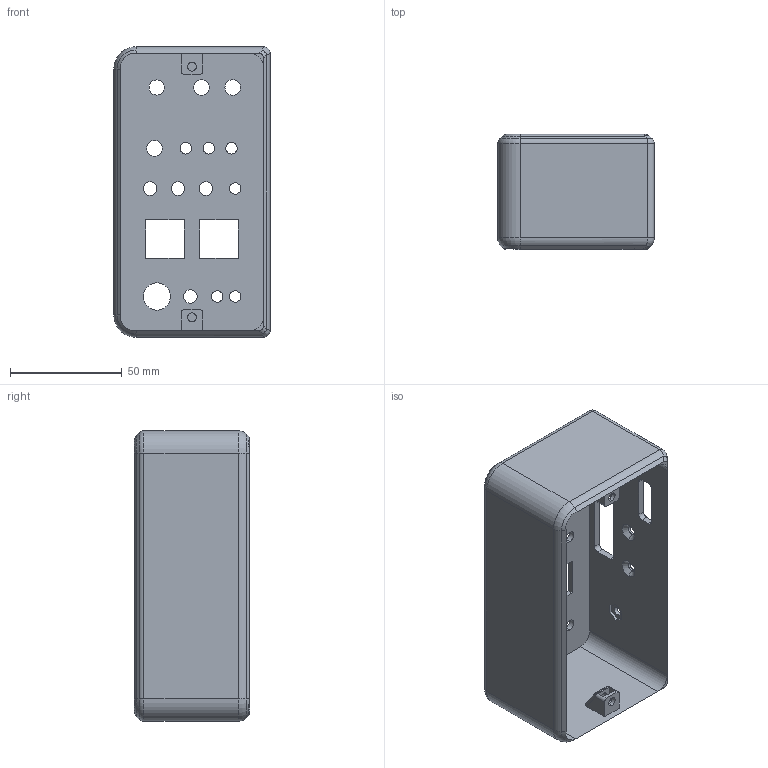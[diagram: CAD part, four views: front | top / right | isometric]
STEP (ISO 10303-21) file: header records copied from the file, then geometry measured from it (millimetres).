
FILE_DESCRIPTION (( 'STEP AP214' ), '1' );
FILE_NAME ('Housing_Left.STEP', '2024-07-19T09:36:01', ( '' ), ( '' ), 'SwSTEP 2.0', 'SolidWorks 2024', '' );
FILE_SCHEMA (( 'AUTOMOTIVE_DESIGN' ));
Length unit declared in the file: millimetre
Products named in the file (1): Housing_Left
Bounding box: 70 x 51.5 x 130 mm (x, y, z)
Volume: 71095.4 mm3; surface area: 53449.6 mm2
Topology: 1 solids, 1 shells, 186 faces, 484 edges, 298 vertices
Faces by surface type: cylinder 90, plane 72, cone 8, sphere 8, torus 6, bspline 2
Entity records: 7903 total; most frequent: CARTESIAN_POINT 1117, DIRECTION 1012, ORIENTED_EDGE 956, EDGE_CURVE 478, AXIS2_PLACEMENT_3D 369, VERTEX_POINT 298, LINE 274, VECTOR 274
